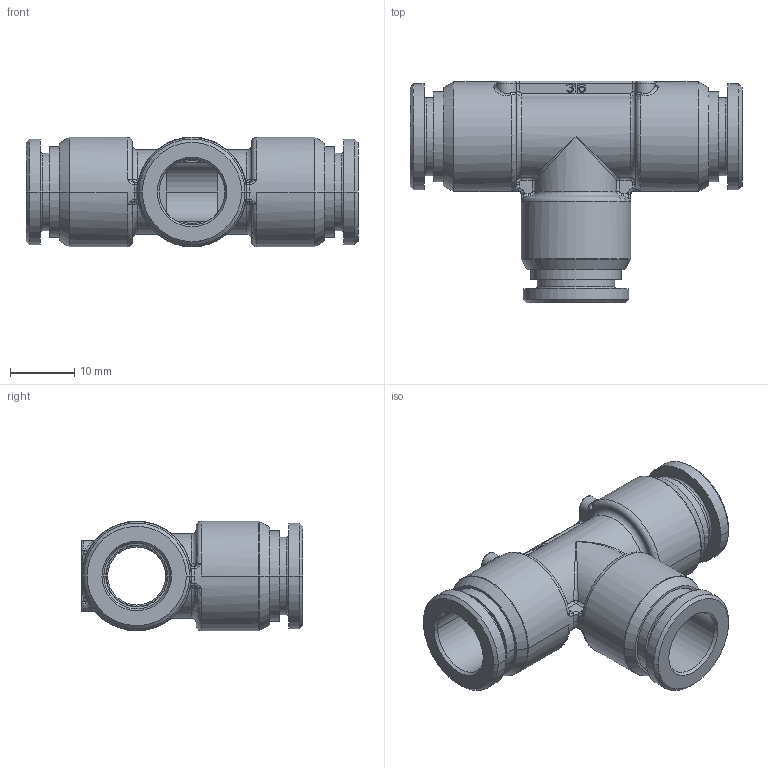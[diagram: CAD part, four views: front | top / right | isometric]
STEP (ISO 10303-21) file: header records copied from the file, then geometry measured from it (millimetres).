
FILE_DESCRIPTION((''),'2;1');
FILE_NAME('mxm.29.10.10',(''),('sopra-pneumatic'),'PRO/ENGINEER BY PARAMETRIC TECHNOLOGY CORPORATION, 2015200','PRO/ENGINEER BY PARAMETRIC TECHNOLOGY CORPORATION, 2015200','');
FILE_SCHEMA(('CONFIG_CONTROL_DESIGN'));
Length unit declared in the file: millimetre
Products named in the file (1): 384459B_954X4M-10FF
Bounding box: 51.5 x 34.35 x 17 mm (x, y, z)
Volume: 7509.1 mm3; surface area: 7318.3 mm2
Topology: 1 solids, 1 shells, 393 faces, 962 edges, 588 vertices
Faces by surface type: plane 171, cylinder 76, bspline 60, torus 52, cone 30, sphere 4
Entity records: 14236 total; most frequent: CARTESIAN_POINT 5223, ORIENTED_EDGE 1924, DIRECTION 1811, EDGE_CURVE 962, AXIS2_PLACEMENT_3D 645, VERTEX_POINT 588, VECTOR 521, LINE 521
